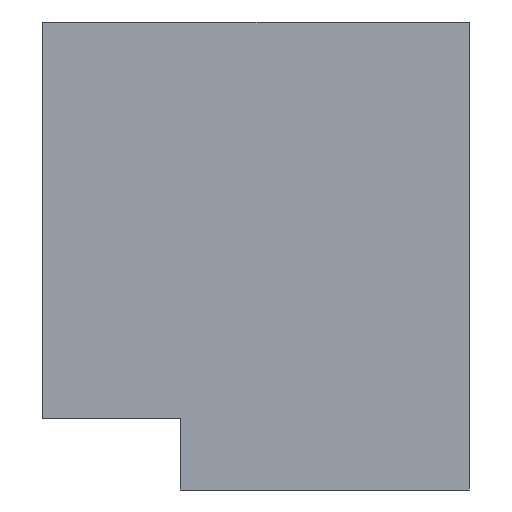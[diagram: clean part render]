
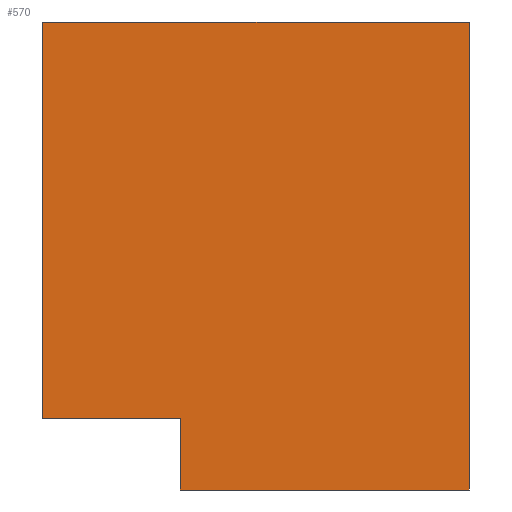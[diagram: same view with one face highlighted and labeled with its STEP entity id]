
A CAD part, front view. The second image highlights one B-rep face of the part: STEP entity #570.
In plain terms, the highlighted planar face has unit normal (0, -1, 0).
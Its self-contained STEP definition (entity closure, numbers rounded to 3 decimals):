
#208 = VERTEX_POINT('',#209);
#209 = CARTESIAN_POINT('',(-20.,-11.,5.2));
#215 = EDGE_CURVE('',#208,#216,#218,.T.);
#216 = VERTEX_POINT('',#217);
#217 = CARTESIAN_POINT('',(-20.,-11.,34.));
#218 = LINE('',#219,#220);
#219 = CARTESIAN_POINT('',(-20.,-11.,0.));
#220 = VECTOR('',#221,1.);
#221 = DIRECTION('',(0.,0.,1.));
#345 = VERTEX_POINT('',#346);
#346 = CARTESIAN_POINT('',(-10.,-11.,0.));
#352 = EDGE_CURVE('',#353,#345,#355,.T.);
#353 = VERTEX_POINT('',#354);
#354 = CARTESIAN_POINT('',(-10.,-11.,5.2));
#355 = LINE('',#356,#357);
#356 = CARTESIAN_POINT('',(-10.,-11.,5.2));
#357 = VECTOR('',#358,1.);
#358 = DIRECTION('',(-0.,-0.,-1.));
#547 = EDGE_CURVE('',#208,#353,#548,.T.);
#548 = LINE('',#549,#550);
#549 = CARTESIAN_POINT('',(-20.,-11.,5.2));
#550 = VECTOR('',#551,1.);
#551 = DIRECTION('',(1.,0.,0.));
#570 = ADVANCED_FACE('',(#571),#598,.T.);
#571 = FACE_BOUND('',#572,.T.);
#572 = EDGE_LOOP('',(#573,#581,#589,#595,#596,#597));
#573 = ORIENTED_EDGE('',*,*,#574,.F.);
#574 = EDGE_CURVE('',#575,#345,#577,.T.);
#575 = VERTEX_POINT('',#576);
#576 = CARTESIAN_POINT('',(11.,-11.,0.));
#577 = LINE('',#578,#579);
#578 = CARTESIAN_POINT('',(11.,-11.,0.));
#579 = VECTOR('',#580,1.);
#580 = DIRECTION('',(-1.,0.,0.));
#581 = ORIENTED_EDGE('',*,*,#582,.T.);
#582 = EDGE_CURVE('',#575,#583,#585,.T.);
#583 = VERTEX_POINT('',#584);
#584 = CARTESIAN_POINT('',(11.,-11.,34.));
#585 = LINE('',#586,#587);
#586 = CARTESIAN_POINT('',(11.,-11.,0.));
#587 = VECTOR('',#588,1.);
#588 = DIRECTION('',(0.,0.,1.));
#589 = ORIENTED_EDGE('',*,*,#590,.F.);
#590 = EDGE_CURVE('',#216,#583,#591,.T.);
#591 = LINE('',#592,#593);
#592 = CARTESIAN_POINT('',(-20.,-11.,34.));
#593 = VECTOR('',#594,1.);
#594 = DIRECTION('',(1.,0.,0.));
#595 = ORIENTED_EDGE('',*,*,#215,.F.);
#596 = ORIENTED_EDGE('',*,*,#547,.T.);
#597 = ORIENTED_EDGE('',*,*,#352,.T.);
#598 = PLANE('',#599);
#599 = AXIS2_PLACEMENT_3D('',#600,#601,#602);
#600 = CARTESIAN_POINT('',(-4.1,-11.,17.4));
#601 = DIRECTION('',(-0.,-1.,-0.));
#602 = DIRECTION('',(0.,0.,-1.));
